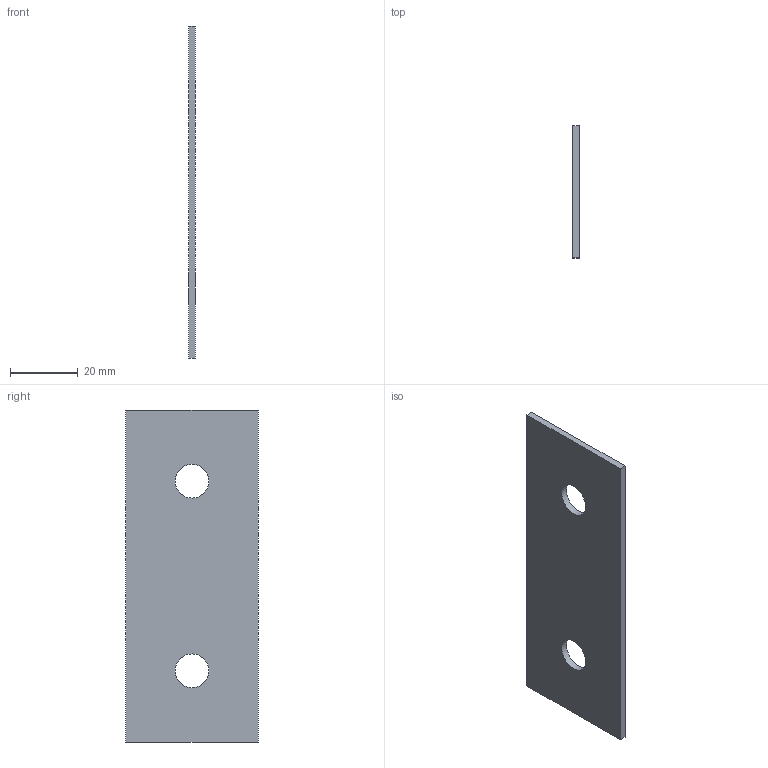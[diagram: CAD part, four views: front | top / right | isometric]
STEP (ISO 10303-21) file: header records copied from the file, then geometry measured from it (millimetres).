
FILE_DESCRIPTION(('FreeCAD Model'),'2;1');
FILE_NAME('PROTO - Plaque Alu Ext.stp', '2018-09-29T10:51:08',('Author'),(''), 'Open CASCADE STEP processor 7.2','FreeCAD','Unknown');
FILE_SCHEMA(('AUTOMOTIVE_DESIGN_CC2 { 1 2 10303 214 -1 1 5 4 }'));
Length unit declared in the file: millimetre
Products named in the file (1): Cut012
Bounding box: 2 x 39 x 98 mm (x, y, z)
Volume: 7329.8 mm3; surface area: 8003.5 mm2
Topology: 1 solids, 1 shells, 8 faces, 18 edges, 12 vertices
Faces by surface type: plane 6, cylinder 2
Full cylindrical faces by diameter (mm): 10 x2
Entity records: 548 total; most frequent: CARTESIAN_POINT 99, DIRECTION 72, LINE 46, VECTOR 46, ORIENTED_EDGE 36, PCURVE 36, DEFINITIONAL_REPRESENTATION 36, EDGE_CURVE 18
